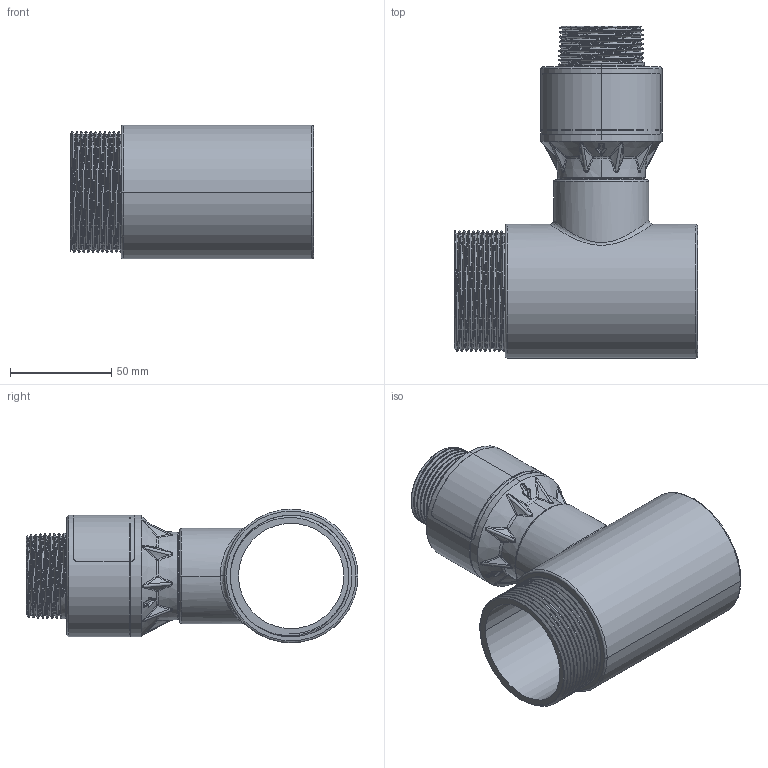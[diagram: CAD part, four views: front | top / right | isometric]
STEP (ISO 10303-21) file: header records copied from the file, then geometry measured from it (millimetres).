
FILE_DESCRIPTION((''),'2;1');
FILE_NAME('VENTILANSCHLUSS_KOMPL_ASM_4_ASM_ASM','2018-05-15T',('fiser'),('vacuvane vacuum technology gmbh'),'CREO PARAMETRIC BY PTC INC, 2016130','CREO PARAMETRIC BY PTC INC, 2016130','');
FILE_SCHEMA(('CONFIG_CONTROL_DESIGN'));
Length unit declared in the file: millimetre
Products named in the file (12): 2_ZOLL_DOPPELNIPPEL_80_3_1; T_STCK_2__1_1_4__2_ZOLL_6_1; MU-ISO10511-M6_1_1_2_1_1; MU-ISO10511-M6_1_1_2_2_1; MU-ISO10511-M6_1_1_2_ASM_1_ASM; 400-00086-A_1_1_1; 505-00002-LAYOUT-AAC01125_AF1_2; 400-00085-A_1_1_1; 400-00090-DS_ASM_1_1_ASM_1_ASM; ASM0001_ASM_1_ASM; VENTILANSCHLUSS_KOMPL_ASM_4_A_1_ASM; VENTILANSCHLUSS_KOMPL_ASM_4_ASM_ASM
Assembly tree (11 placements, depth 6):
  VENTILANSCHLUSS_KOMPL_ASM_4_ASM_ASM
    VENTILANSCHLUSS_KOMPL_ASM_4_A_1_ASM
      2_ZOLL_DOPPELNIPPEL_80_3_1
      T_STCK_2__1_1_4__2_ZOLL_6_1
      ASM0001_ASM_1_ASM
        400-00090-DS_ASM_1_1_ASM_1_ASM
          MU-ISO10511-M6_1_1_2_ASM_1_ASM
            MU-ISO10511-M6_1_1_2_1_1
            MU-ISO10511-M6_1_1_2_2_1
          400-00086-A_1_1_1
          505-00002-LAYOUT-AAC01125_AF1_2
          400-00085-A_1_1_1
Bounding box: 120 x 163.9 x 66 mm (x, y, z)
Volume: 312642.8 mm3; surface area: 110272.3 mm2
Topology: 7 solids, 8 shells, 726 faces, 1818 edges, 1094 vertices
Faces by surface type: bspline 284, cylinder 207, cone 91, plane 84, torus 43, sphere 15, extrusion 2
Entity records: 77104 total; most frequent: CARTESIAN_POINT 62394, ORIENTED_EDGE 3606, DIRECTION 2165, EDGE_CURVE 1803, VERTEX_POINT 1094, B_SPLINE_CURVE_WITH_KNOTS 991, AXIS2_PLACEMENT_3D 876, EDGE_LOOP 747
